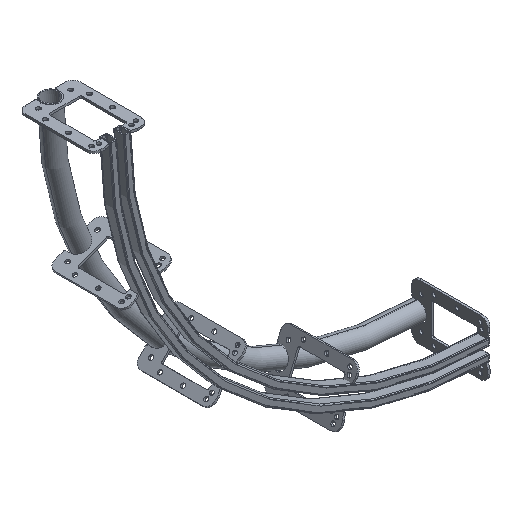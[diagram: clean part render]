
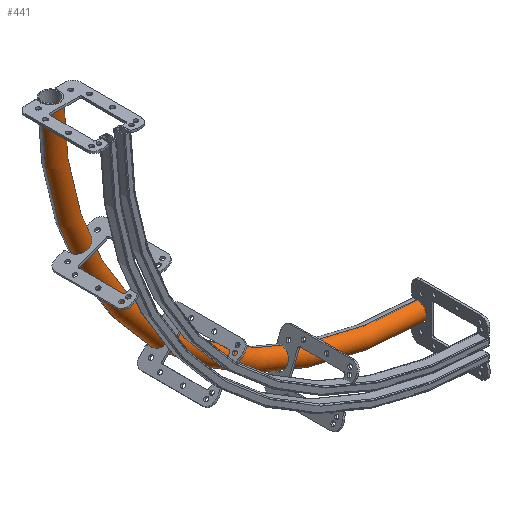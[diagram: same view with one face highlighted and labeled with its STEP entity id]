
A CAD part, isometric view. The second image highlights one B-rep face of the part: STEP entity #441.
In plain terms, the highlighted toroidal (fillet/blend) face has major radius 500 mm and minor radius 12.7 mm.
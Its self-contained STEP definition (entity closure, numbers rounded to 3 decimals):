
#35 = EDGE_CURVE ( 'NONE', #1526, #2015, #900, .T. ) ;
#55 = EDGE_CURVE ( 'NONE', #1714, #959, #2673, .T. ) ;
#138 = ORIENTED_EDGE ( 'NONE', *, *, #55, .T. ) ;
#172 = CARTESIAN_POINT ( 'NONE',  ( 0., 0., -487.3 ) ) ;
#317 = CARTESIAN_POINT ( 'NONE',  ( 0., 0., -500. ) ) ;
#441 = ADVANCED_FACE ( 'NONE', ( #3170 ), #2339, .T. ) ;
#448 = ORIENTED_EDGE ( 'NONE', *, *, #748, .F. ) ;
#507 = DIRECTION ( 'NONE',  ( 0., -1., 0. ) ) ;
#574 = DIRECTION ( 'NONE',  ( 0., 0., 1. ) ) ;
#748 = EDGE_CURVE ( 'NONE', #1714, #1526, #2422, .T. ) ;
#770 = CARTESIAN_POINT ( 'NONE',  ( 0., 0., 0. ) ) ;
#900 = CIRCLE ( 'NONE', #1474, 12.7 ) ;
#959 = VERTEX_POINT ( 'NONE', #172 ) ;
#1259 = CARTESIAN_POINT ( 'NONE',  ( 0., 0., -512.7 ) ) ;
#1289 = AXIS2_PLACEMENT_3D ( 'NONE', #2956, #3238, #1893 ) ;
#1384 = DIRECTION ( 'NONE',  ( 0., 0., -1. ) ) ;
#1388 = EDGE_CURVE ( 'NONE', #959, #2015, #1457, .T. ) ;
#1457 = CIRCLE ( 'NONE', #1289, 487.3 ) ;
#1474 = AXIS2_PLACEMENT_3D ( 'NONE', #2692, #574, #1657 ) ;
#1526 = VERTEX_POINT ( 'NONE', #3098 ) ;
#1622 = DIRECTION ( 'NONE',  ( 0., 0., -1. ) ) ;
#1657 = DIRECTION ( 'NONE',  ( 1., 0., 0. ) ) ;
#1681 = EDGE_LOOP ( 'NONE', ( #448, #138, #2837, #1704 ) ) ;
#1704 = ORIENTED_EDGE ( 'NONE', *, *, #35, .F. ) ;
#1714 = VERTEX_POINT ( 'NONE', #1259 ) ;
#1859 = CARTESIAN_POINT ( 'NONE',  ( 487.3, 0., 0. ) ) ;
#1893 = DIRECTION ( 'NONE',  ( 0., 0., -1. ) ) ;
#2015 = VERTEX_POINT ( 'NONE', #1859 ) ;
#2220 = AXIS2_PLACEMENT_3D ( 'NONE', #3030, #2985, #1384 ) ;
#2339 = TOROIDAL_SURFACE ( 'NONE', #2376, 500., 12.7 ) ;
#2376 = AXIS2_PLACEMENT_3D ( 'NONE', #770, #507, #2606 ) ;
#2422 = CIRCLE ( 'NONE', #2220, 512.7 ) ;
#2606 = DIRECTION ( 'NONE',  ( 0., 0., -1. ) ) ;
#2667 = AXIS2_PLACEMENT_3D ( 'NONE', #317, #2709, #1622 ) ;
#2673 = CIRCLE ( 'NONE', #2667, 12.7 ) ;
#2692 = CARTESIAN_POINT ( 'NONE',  ( 500., 0., 0. ) ) ;
#2709 = DIRECTION ( 'NONE',  ( 1., 0., 0. ) ) ;
#2837 = ORIENTED_EDGE ( 'NONE', *, *, #1388, .T. ) ;
#2956 = CARTESIAN_POINT ( 'NONE',  ( 0., 0., 0. ) ) ;
#2985 = DIRECTION ( 'NONE',  ( 0., -1., 0. ) ) ;
#3030 = CARTESIAN_POINT ( 'NONE',  ( 0., 0., 0. ) ) ;
#3098 = CARTESIAN_POINT ( 'NONE',  ( 512.7, 0., 0. ) ) ;
#3170 = FACE_OUTER_BOUND ( 'NONE', #1681, .T. ) ;
#3238 = DIRECTION ( 'NONE',  ( 0., -1., 0. ) ) ;
